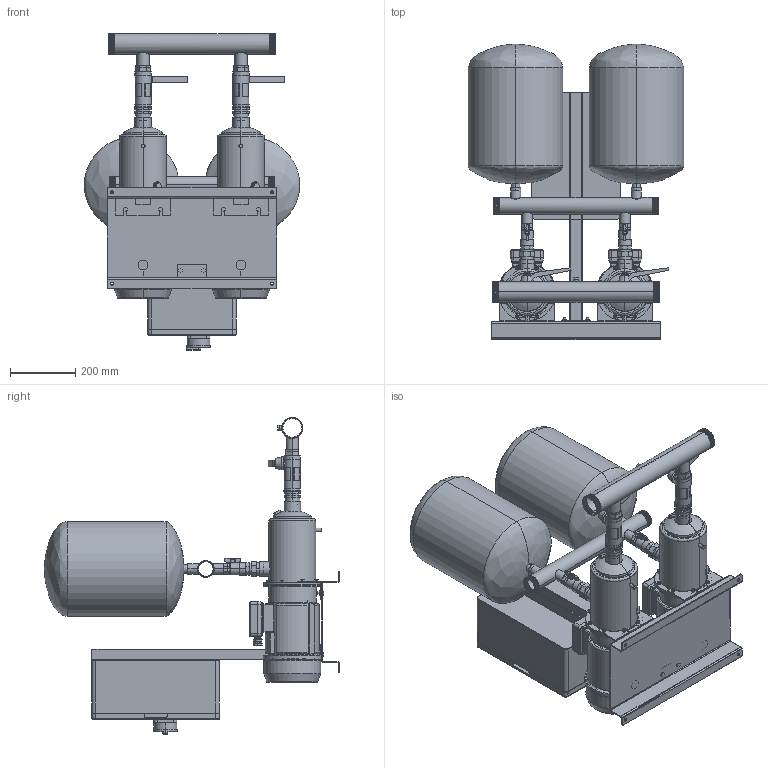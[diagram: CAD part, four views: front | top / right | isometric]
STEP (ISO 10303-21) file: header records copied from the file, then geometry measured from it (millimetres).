
FILE_DESCRIPTION (( 'STEP AP214' ), '1' );
FILE_NAME ('2EH 9-6 TS.STEP', '2022-03-02T10:11:27', ( '' ), ( '' ), 'SwSTEP 2.0', 'SolidWorks 2020', '' );
FILE_SCHEMA (( 'AUTOMOTIVE_DESIGN' ));
Length unit declared in the file: mil
Products named in the file (1): 2EH 9-6 TS
Bounding box: 660 x 905 x 971 mm (x, y, z)
Volume: 75754019.9 mm3; surface area: 4404604.5 mm2
Topology: 48 solids, 49 shells, 1666 faces, 4036 edges, 2597 vertices
Faces by surface type: plane 820, cylinder 633, cone 124, torus 41, bspline 38, sphere 10
Entity records: 75828 total; most frequent: CARTESIAN_POINT 35458, ORIENTED_EDGE 8060, DIRECTION 7864, EDGE_CURVE 4030, AXIS2_PLACEMENT_3D 2811, VERTEX_POINT 2597, LINE 2242, VECTOR 2242
